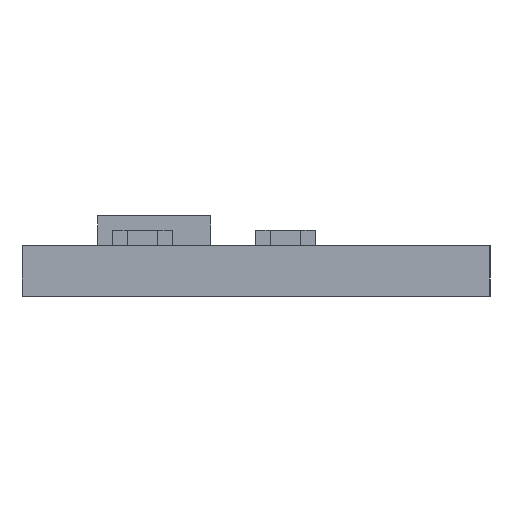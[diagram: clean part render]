
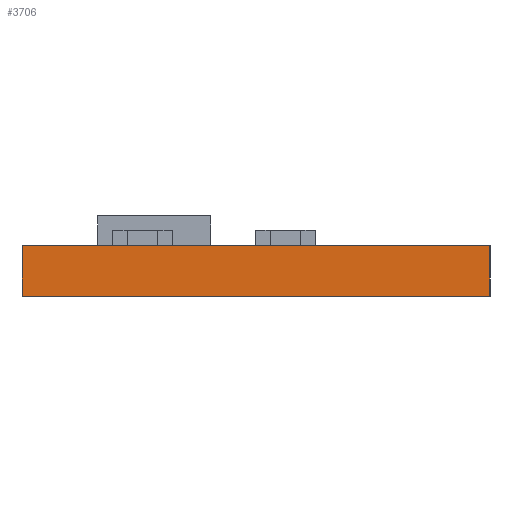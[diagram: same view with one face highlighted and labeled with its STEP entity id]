
A CAD part, left-side view. The second image highlights one B-rep face of the part: STEP entity #3706.
In plain terms, the highlighted planar face has unit normal (-1, 0, 0).
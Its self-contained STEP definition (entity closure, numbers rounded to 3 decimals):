
#320=FACE_OUTER_BOUND('',#530,.T.);
#530=EDGE_LOOP('',(#3323,#3324,#3325,#3326));
#569=LINE('',#4879,#1049);
#1019=LINE('',#5842,#1499);
#1020=LINE('',#5843,#1500);
#1021=LINE('',#5844,#1501);
#1049=VECTOR('',#3971,10.);
#1499=VECTOR('',#4815,10.);
#1500=VECTOR('',#4816,10.);
#1501=VECTOR('',#4817,10.);
#1521=VERTEX_POINT('',#4872);
#1524=VERTEX_POINT('',#4877);
#1839=VERTEX_POINT('',#5840);
#1840=VERTEX_POINT('',#5841);
#1865=EDGE_CURVE('',#1524,#1521,#569,.T.);
#2339=EDGE_CURVE('',#1839,#1840,#1019,.T.);
#2340=EDGE_CURVE('',#1839,#1521,#1020,.T.);
#2341=EDGE_CURVE('',#1840,#1524,#1021,.T.);
#3323=ORIENTED_EDGE('',*,*,#2339,.F.);
#3324=ORIENTED_EDGE('',*,*,#2340,.T.);
#3325=ORIENTED_EDGE('',*,*,#1865,.F.);
#3326=ORIENTED_EDGE('',*,*,#2341,.F.);
#3522=PLANE('',#3928);
#3706=ADVANCED_FACE('',(#320),#3522,.T.);
#3928=AXIS2_PLACEMENT_3D('',#5839,#4813,#4814);
#3971=DIRECTION('',(0.,-1.,0.));
#4813=DIRECTION('center_axis',(-1.,0.,0.));
#4814=DIRECTION('ref_axis',(0.,-1.,0.));
#4815=DIRECTION('',(0.,1.,0.));
#4816=DIRECTION('',(0.,0.,1.));
#4817=DIRECTION('',(0.,0.,1.));
#4872=CARTESIAN_POINT('',(-12.6,-7.85,1.7));
#4877=CARTESIAN_POINT('',(-12.6,7.85,1.7));
#4879=CARTESIAN_POINT('',(-12.6,-7.85,1.7));
#5839=CARTESIAN_POINT('Origin',(-12.6,7.85,0.));
#5840=CARTESIAN_POINT('',(-12.6,-7.85,0.));
#5841=CARTESIAN_POINT('',(-12.6,7.85,0.));
#5842=CARTESIAN_POINT('',(-12.6,-7.85,0.));
#5843=CARTESIAN_POINT('',(-12.6,-7.85,0.));
#5844=CARTESIAN_POINT('',(-12.6,7.85,0.));
